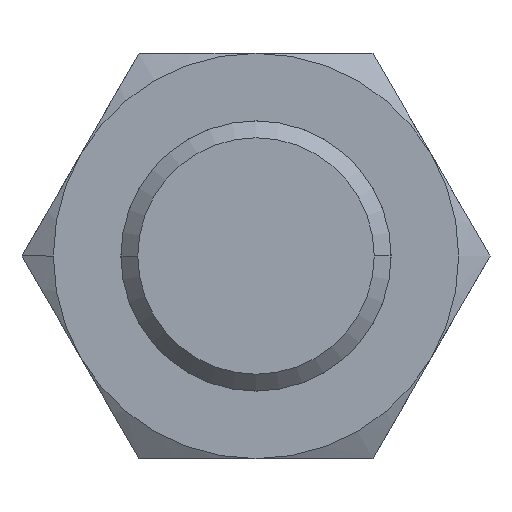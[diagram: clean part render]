
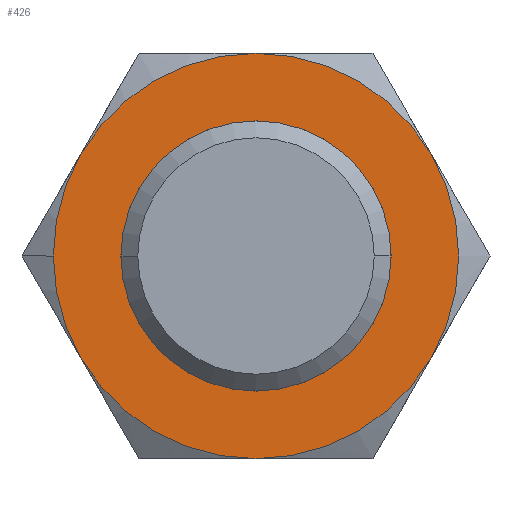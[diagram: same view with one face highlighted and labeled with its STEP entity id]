
A CAD part, front view. The second image highlights one B-rep face of the part: STEP entity #426.
In plain terms, the highlighted planar face has unit normal (0, -1, 0).
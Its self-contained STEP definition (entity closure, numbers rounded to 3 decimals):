
#14 = VERTEX_POINT ( 'NONE', #946 ) ;
#16 = CARTESIAN_POINT ( 'NONE',  ( 0., 0., 0. ) ) ;
#51 = VERTEX_POINT ( 'NONE', #559 ) ;
#66 = CIRCLE ( 'NONE', #785, 10. ) ;
#68 = AXIS2_PLACEMENT_3D ( 'NONE', #596, #600, #458 ) ;
#79 = DIRECTION ( 'NONE',  ( -1., 0., 0. ) ) ;
#87 = CIRCLE ( 'NONE', #619, 15. ) ;
#105 = AXIS2_PLACEMENT_3D ( 'NONE', #891, #242, #597 ) ;
#123 = EDGE_CURVE ( 'NONE', #245, #321, #563, .T. ) ;
#127 = CARTESIAN_POINT ( 'NONE',  ( -15., 0., 0. ) ) ;
#140 = ORIENTED_EDGE ( 'NONE', *, *, #584, .T. ) ;
#167 = ORIENTED_EDGE ( 'NONE', *, *, #609, .F. ) ;
#186 = VERTEX_POINT ( 'NONE', #453 ) ;
#199 = EDGE_LOOP ( 'NONE', ( #611, #296, #439, #848, #629, #167, #215 ) ) ;
#214 = EDGE_CURVE ( 'NONE', #389, #51, #66, .T. ) ;
#215 = ORIENTED_EDGE ( 'NONE', *, *, #274, .F. ) ;
#219 = AXIS2_PLACEMENT_3D ( 'NONE', #729, #890, #79 ) ;
#242 = DIRECTION ( 'NONE',  ( 0., 1., 0. ) ) ;
#245 = VERTEX_POINT ( 'NONE', #443 ) ;
#252 = DIRECTION ( 'NONE',  ( -1., 0., 0. ) ) ;
#264 = CARTESIAN_POINT ( 'NONE',  ( -10., 0., 0. ) ) ;
#274 = EDGE_CURVE ( 'NONE', #909, #939, #617, .T. ) ;
#279 = DIRECTION ( 'NONE',  ( 0., 1., 0. ) ) ;
#288 = FACE_BOUND ( 'NONE', #354, .T. ) ;
#296 = ORIENTED_EDGE ( 'NONE', *, *, #350, .F. ) ;
#303 = DIRECTION ( 'NONE',  ( -1., 0., 0. ) ) ;
#321 = VERTEX_POINT ( 'NONE', #127 ) ;
#325 = AXIS2_PLACEMENT_3D ( 'NONE', #934, #279, #861 ) ;
#337 = CARTESIAN_POINT ( 'NONE',  ( 0., 0., 0. ) ) ;
#350 = EDGE_CURVE ( 'NONE', #321, #568, #531, .T. ) ;
#353 = PLANE ( 'NONE',  #325 ) ;
#354 = EDGE_LOOP ( 'NONE', ( #807, #140 ) ) ;
#389 = VERTEX_POINT ( 'NONE', #264 ) ;
#397 = CIRCLE ( 'NONE', #68, 15. ) ;
#415 = EDGE_CURVE ( 'NONE', #186, #14, #662, .T. ) ;
#426 = ADVANCED_FACE ( 'NONE', ( #941, #288 ), #353, .F. ) ;
#438 = AXIS2_PLACEMENT_3D ( 'NONE', #576, #956, #303 ) ;
#439 = ORIENTED_EDGE ( 'NONE', *, *, #123, .F. ) ;
#443 = CARTESIAN_POINT ( 'NONE',  ( -12.99, 0., -7.5 ) ) ;
#453 = CARTESIAN_POINT ( 'NONE',  ( 12.99, 0., -7.5 ) ) ;
#458 = DIRECTION ( 'NONE',  ( -1., 0., 0. ) ) ;
#502 = CARTESIAN_POINT ( 'NONE',  ( 0., 0., 15. ) ) ;
#507 = DIRECTION ( 'NONE',  ( 0., 1., 0. ) ) ;
#531 = CIRCLE ( 'NONE', #757, 15. ) ;
#547 = EDGE_CURVE ( 'NONE', #568, #909, #87, .T. ) ;
#555 = EDGE_CURVE ( 'NONE', #14, #245, #736, .T. ) ;
#559 = CARTESIAN_POINT ( 'NONE',  ( 10., 0., 0. ) ) ;
#563 = CIRCLE ( 'NONE', #625, 15. ) ;
#565 = DIRECTION ( 'NONE',  ( -1., 0., 0. ) ) ;
#566 = CIRCLE ( 'NONE', #438, 10. ) ;
#567 = CARTESIAN_POINT ( 'NONE',  ( 0., 0., 0. ) ) ;
#568 = VERTEX_POINT ( 'NONE', #723 ) ;
#576 = CARTESIAN_POINT ( 'NONE',  ( 0., 0., 0. ) ) ;
#577 = DIRECTION ( 'NONE',  ( 0., 1., 0. ) ) ;
#584 = EDGE_CURVE ( 'NONE', #51, #389, #566, .T. ) ;
#596 = CARTESIAN_POINT ( 'NONE',  ( 0., 0., 0. ) ) ;
#597 = DIRECTION ( 'NONE',  ( -1., 0., 0. ) ) ;
#600 = DIRECTION ( 'NONE',  ( 0., 1., 0. ) ) ;
#609 = EDGE_CURVE ( 'NONE', #939, #186, #397, .T. ) ;
#611 = ORIENTED_EDGE ( 'NONE', *, *, #547, .F. ) ;
#617 = CIRCLE ( 'NONE', #105, 15. ) ;
#619 = AXIS2_PLACEMENT_3D ( 'NONE', #897, #507, #252 ) ;
#625 = AXIS2_PLACEMENT_3D ( 'NONE', #16, #657, #661 ) ;
#629 = ORIENTED_EDGE ( 'NONE', *, *, #415, .F. ) ;
#636 = CARTESIAN_POINT ( 'NONE',  ( 0., 0., 0. ) ) ;
#657 = DIRECTION ( 'NONE',  ( 0., 1., 0. ) ) ;
#661 = DIRECTION ( 'NONE',  ( -1., 0., 0. ) ) ;
#662 = CIRCLE ( 'NONE', #706, 15. ) ;
#666 = CARTESIAN_POINT ( 'NONE',  ( 12.99, 0., 7.5 ) ) ;
#683 = DIRECTION ( 'NONE',  ( -1., 0., 0. ) ) ;
#706 = AXIS2_PLACEMENT_3D ( 'NONE', #636, #718, #565 ) ;
#718 = DIRECTION ( 'NONE',  ( 0., 1., 0. ) ) ;
#723 = CARTESIAN_POINT ( 'NONE',  ( -12.99, 0., 7.5 ) ) ;
#729 = CARTESIAN_POINT ( 'NONE',  ( 0., 0., 0. ) ) ;
#736 = CIRCLE ( 'NONE', #219, 15. ) ;
#757 = AXIS2_PLACEMENT_3D ( 'NONE', #337, #844, #683 ) ;
#785 = AXIS2_PLACEMENT_3D ( 'NONE', #567, #577, #945 ) ;
#807 = ORIENTED_EDGE ( 'NONE', *, *, #214, .T. ) ;
#844 = DIRECTION ( 'NONE',  ( 0., 1., 0. ) ) ;
#848 = ORIENTED_EDGE ( 'NONE', *, *, #555, .F. ) ;
#861 = DIRECTION ( 'NONE',  ( -1., 0., 0. ) ) ;
#890 = DIRECTION ( 'NONE',  ( 0., 1., 0. ) ) ;
#891 = CARTESIAN_POINT ( 'NONE',  ( 0., 0., 0. ) ) ;
#897 = CARTESIAN_POINT ( 'NONE',  ( 0., 0., 0. ) ) ;
#909 = VERTEX_POINT ( 'NONE', #502 ) ;
#934 = CARTESIAN_POINT ( 'NONE',  ( 15., 0., 0. ) ) ;
#939 = VERTEX_POINT ( 'NONE', #666 ) ;
#941 = FACE_OUTER_BOUND ( 'NONE', #199, .T. ) ;
#945 = DIRECTION ( 'NONE',  ( -1., 0., 0. ) ) ;
#946 = CARTESIAN_POINT ( 'NONE',  ( 0., 0., -15. ) ) ;
#956 = DIRECTION ( 'NONE',  ( 0., 1., 0. ) ) ;
